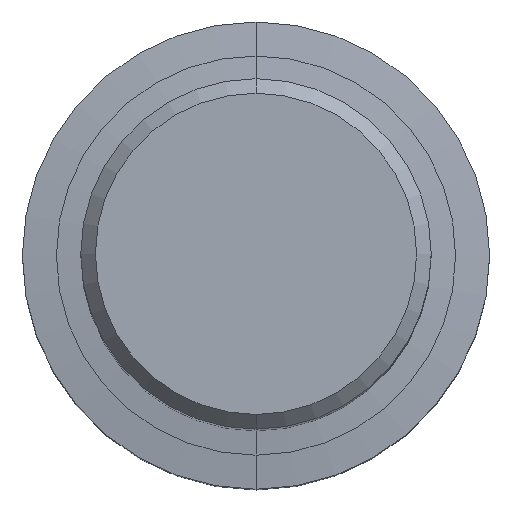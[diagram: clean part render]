
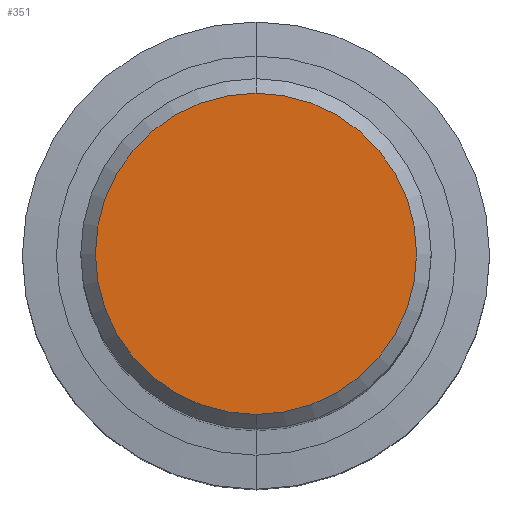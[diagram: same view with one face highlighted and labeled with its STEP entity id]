
A CAD part, top view. The second image highlights one B-rep face of the part: STEP entity #351.
In plain terms, the highlighted planar face has unit normal (0, 0, 1).
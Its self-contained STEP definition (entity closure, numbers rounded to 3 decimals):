
#209=VERTEX_POINT('',#564);
#351=ADVANCED_FACE('',(#721),#722,.T.);
#379=EDGE_CURVE('',#475,#209,#756,.T.);
#475=VERTEX_POINT('',#864);
#525=EDGE_CURVE('',#209,#475,#917,.T.);
#564=CARTESIAN_POINT('',(0.0,11.0,0.0));
#721=FACE_OUTER_BOUND('',#1267,.T.);
#722=PLANE('',#1268);
#756=CIRCLE('',#1322,11.0);
#864=CARTESIAN_POINT('',(0.,-11.0,0.0));
#917=CIRCLE('',#1722,11.0);
#1267=EDGE_LOOP('',(#1994,#1995));
#1268=AXIS2_PLACEMENT_3D('',#1996,#1997,#1998);
#1322=AXIS2_PLACEMENT_3D('',#2046,#2047,#2048);
#1722=AXIS2_PLACEMENT_3D('',#2230,#2231,#2232);
#1994=ORIENTED_EDGE('',*,*,#525,.F.);
#1995=ORIENTED_EDGE('',*,*,#379,.F.);
#1996=CARTESIAN_POINT('',(0.0,5.5,0.0));
#1997=DIRECTION('',(-0.0,0.0,1.0));
#1998=DIRECTION('',(0.0,-1.0,0.0));
#2046=CARTESIAN_POINT('',(0.0,0.0,0.0));
#2047=DIRECTION('',(0.0,0.0,-1.0));
#2048=DIRECTION('',(0.0,1.0,0.0));
#2230=CARTESIAN_POINT('',(0.0,0.0,0.0));
#2231=DIRECTION('',(0.0,0.0,-1.0));
#2232=DIRECTION('',(0.0,1.0,0.0));
